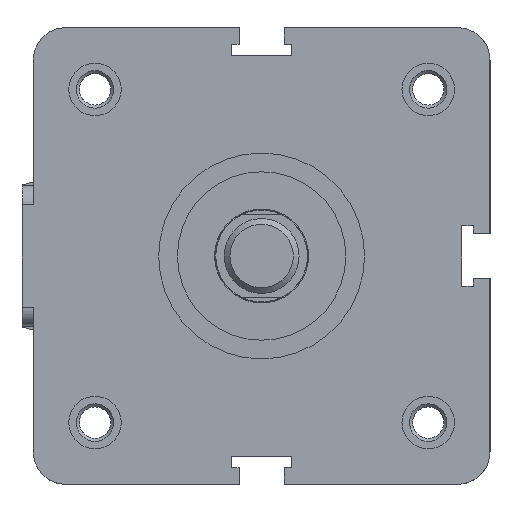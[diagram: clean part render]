
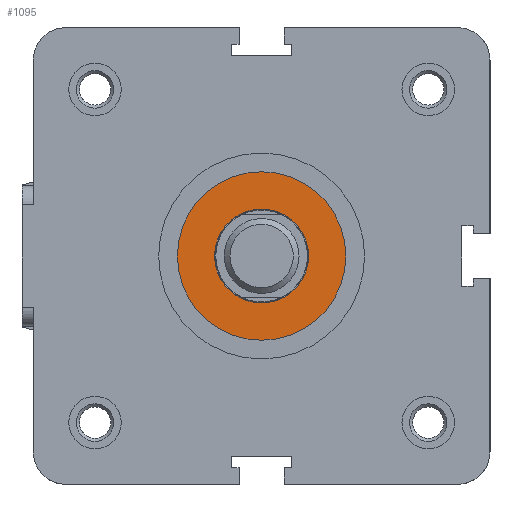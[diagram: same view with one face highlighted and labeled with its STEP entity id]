
A CAD part, left-side view. The second image highlights one B-rep face of the part: STEP entity #1095.
In plain terms, the highlighted planar face has unit normal (-1, 0, 0).
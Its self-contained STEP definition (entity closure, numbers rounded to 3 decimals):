
#1095 = ADVANCED_FACE( '', ( #2246, #2247 ), #2248, .F. );
#2246 = FACE_BOUND( '', #3396, .T. );
#2247 = FACE_OUTER_BOUND( '', #3397, .T. );
#2248 = PLANE( '', #3398 );
#3396 = EDGE_LOOP( '', ( #6124 ) );
#3397 = EDGE_LOOP( '', ( #6125 ) );
#3398 = AXIS2_PLACEMENT_3D( '', #6126, #6127, #6128 );
#6124 = ORIENTED_EDGE( '', *, *, #7247, .F. );
#6125 = ORIENTED_EDGE( '', *, *, #7295, .F. );
#6126 = CARTESIAN_POINT( '', ( 0., 0., 0. ) );
#6127 = DIRECTION( '', ( 1., 0., 0. ) );
#6128 = DIRECTION( '', ( 0., 0., -1. ) );
#7247 = EDGE_CURVE( '', #8865, #8865, #8866, .T. );
#7295 = EDGE_CURVE( '', #8926, #8926, #8927, .T. );
#8865 = VERTEX_POINT( '', #11017 );
#8866 = CIRCLE( '', #11018, 12.55 );
#8926 = VERTEX_POINT( '', #11101 );
#8927 = CIRCLE( '', #11102, 22.5 );
#11017 = CARTESIAN_POINT( '', ( 0., 61., 73.55 ) );
#11018 = AXIS2_PLACEMENT_3D( '', #12436, #12437, #12438 );
#11101 = CARTESIAN_POINT( '', ( 0., 61., 38.5 ) );
#11102 = AXIS2_PLACEMENT_3D( '', #12489, #12490, #12491 );
#12436 = CARTESIAN_POINT( '', ( 0., 61., 61. ) );
#12437 = DIRECTION( '', ( -1., 0., 0. ) );
#12438 = DIRECTION( '', ( 0., 0., 1. ) );
#12489 = CARTESIAN_POINT( '', ( 0., 61., 61. ) );
#12490 = DIRECTION( '', ( 1., 0., 0. ) );
#12491 = DIRECTION( '', ( 0., 0., -1. ) );
